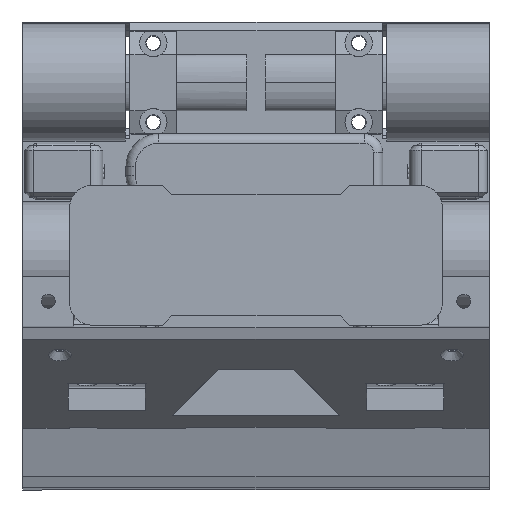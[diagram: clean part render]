
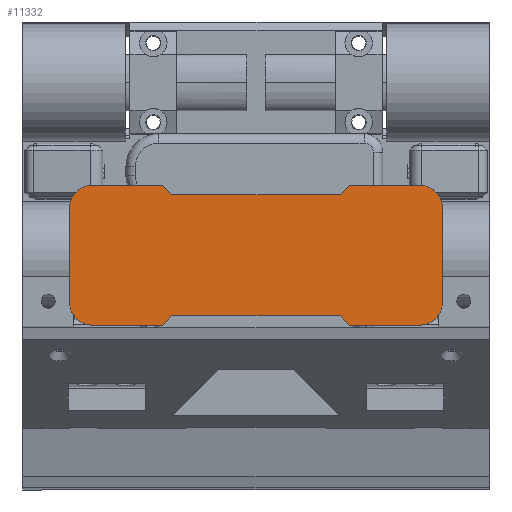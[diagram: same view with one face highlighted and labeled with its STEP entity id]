
A CAD part, top view. The second image highlights one B-rep face of the part: STEP entity #11332.
In plain terms, the highlighted planar face has unit normal (0, 0, 1).
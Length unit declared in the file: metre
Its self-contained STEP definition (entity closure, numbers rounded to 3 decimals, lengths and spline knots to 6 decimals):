
#605=CIRCLE('',#12379,0.005);
#606=CIRCLE('',#12380,0.005);
#607=CIRCLE('',#12381,0.005);
#608=CIRCLE('',#12382,0.005);
#2076=ORIENTED_EDGE('',*,*,#4787,.F.);
#2077=ORIENTED_EDGE('',*,*,#4797,.T.);
#2078=ORIENTED_EDGE('',*,*,#4789,.F.);
#2079=ORIENTED_EDGE('',*,*,#4798,.T.);
#2080=ORIENTED_EDGE('',*,*,#4793,.F.);
#2081=ORIENTED_EDGE('',*,*,#4799,.T.);
#2082=ORIENTED_EDGE('',*,*,#4767,.F.);
#2083=ORIENTED_EDGE('',*,*,#4800,.T.);
#2084=ORIENTED_EDGE('',*,*,#4771,.T.);
#2085=ORIENTED_EDGE('',*,*,#4801,.T.);
#2086=ORIENTED_EDGE('',*,*,#4773,.T.);
#2087=ORIENTED_EDGE('',*,*,#4802,.T.);
#2088=ORIENTED_EDGE('',*,*,#4779,.T.);
#2089=ORIENTED_EDGE('',*,*,#4803,.T.);
#2090=ORIENTED_EDGE('',*,*,#4783,.T.);
#2091=ORIENTED_EDGE('',*,*,#4804,.T.);
#4767=EDGE_CURVE('',#6228,#6229,#7264,.T.);
#4771=EDGE_CURVE('',#6233,#6232,#7268,.T.);
#4773=EDGE_CURVE('',#6234,#6235,#7270,.T.);
#4779=EDGE_CURVE('',#6241,#6240,#7276,.T.);
#4783=EDGE_CURVE('',#6245,#6244,#7280,.T.);
#4787=EDGE_CURVE('',#6248,#6249,#7284,.T.);
#4789=EDGE_CURVE('',#6250,#6251,#7286,.T.);
#4793=EDGE_CURVE('',#6254,#6255,#7290,.T.);
#4797=EDGE_CURVE('',#6248,#6251,#605,.T.);
#4798=EDGE_CURVE('',#6250,#6255,#7294,.F.);
#4799=EDGE_CURVE('',#6254,#6229,#7295,.F.);
#4800=EDGE_CURVE('',#6228,#6233,#606,.T.);
#4801=EDGE_CURVE('',#6232,#6234,#607,.T.);
#4802=EDGE_CURVE('',#6235,#6241,#7296,.F.);
#4803=EDGE_CURVE('',#6240,#6245,#7297,.F.);
#4804=EDGE_CURVE('',#6244,#6249,#608,.T.);
#6228=VERTEX_POINT('',#18075);
#6229=VERTEX_POINT('',#18077);
#6232=VERTEX_POINT('',#18084);
#6233=VERTEX_POINT('',#18086);
#6234=VERTEX_POINT('',#18090);
#6235=VERTEX_POINT('',#18091);
#6240=VERTEX_POINT('',#18102);
#6241=VERTEX_POINT('',#18104);
#6244=VERTEX_POINT('',#18111);
#6245=VERTEX_POINT('',#18113);
#6248=VERTEX_POINT('',#18120);
#6249=VERTEX_POINT('',#18122);
#6250=VERTEX_POINT('',#18126);
#6251=VERTEX_POINT('',#18127);
#6254=VERTEX_POINT('',#18135);
#6255=VERTEX_POINT('',#18136);
#7264=LINE('',#18076,#8310);
#7268=LINE('',#18085,#8314);
#7270=LINE('',#18089,#8316);
#7276=LINE('',#18103,#8322);
#7280=LINE('',#18112,#8326);
#7284=LINE('',#18121,#8330);
#7286=LINE('',#18125,#8332);
#7290=LINE('',#18134,#8336);
#7294=LINE('',#18144,#8340);
#7295=LINE('',#18145,#8341);
#7296=LINE('',#18148,#8342);
#7297=LINE('',#18149,#8343);
#8310=VECTOR('',#14124,1.);
#8314=VECTOR('',#14130,1.);
#8316=VECTOR('',#14134,1.);
#8322=VECTOR('',#14142,1.);
#8326=VECTOR('',#14148,1.);
#8330=VECTOR('',#14154,1.);
#8332=VECTOR('',#14158,1.);
#8336=VECTOR('',#14164,1.);
#8340=VECTOR('',#14172,1.);
#8341=VECTOR('',#14173,1.);
#8342=VECTOR('',#14178,1.);
#8343=VECTOR('',#14179,1.);
#9349=EDGE_LOOP('',(#2076,#2077,#2078,#2079,#2080,#2081,#2082,#2083,#2084,
#2085,#2086,#2087,#2088,#2089,#2090,#2091));
#10182=FACE_BOUND('',#9349,.T.);
#10846=PLANE('',#12378);
#11332=ADVANCED_FACE('',(#10182),#10846,.T.);
#12378=AXIS2_PLACEMENT_3D('',#18142,#14168,#14169);
#12379=AXIS2_PLACEMENT_3D('',#18143,#14170,#14171);
#12380=AXIS2_PLACEMENT_3D('',#18146,#14174,#14175);
#12381=AXIS2_PLACEMENT_3D('',#18147,#14176,#14177);
#12382=AXIS2_PLACEMENT_3D('',#18150,#14180,#14181);
#14124=DIRECTION('',(-1.,0.,0.));
#14130=DIRECTION('',(0.,1.,0.));
#14134=DIRECTION('',(-1.,0.,0.));
#14142=DIRECTION('',(-1.,0.,0.));
#14148=DIRECTION('',(-1.,0.,0.));
#14154=DIRECTION('',(0.,1.,0.));
#14158=DIRECTION('',(-1.,0.,0.));
#14164=DIRECTION('',(-1.,0.,0.));
#14168=DIRECTION('',(0.,0.,1.));
#14169=DIRECTION('',(1.,0.,0.));
#14170=DIRECTION('',(0.,0.,1.));
#14171=DIRECTION('',(1.,0.,0.));
#14172=DIRECTION('',(-0.707,-0.707,0.));
#14173=DIRECTION('',(-0.707,0.707,0.));
#14174=DIRECTION('',(0.,0.,1.));
#14175=DIRECTION('',(1.,0.,0.));
#14176=DIRECTION('',(0.,0.,1.));
#14177=DIRECTION('',(1.,0.,0.));
#14178=DIRECTION('',(0.707,0.707,0.));
#14179=DIRECTION('',(0.707,-0.707,0.));
#14180=DIRECTION('',(0.,0.,1.));
#14181=DIRECTION('',(1.,0.,0.));
#18075=CARTESIAN_POINT('',(0.035,-0.015,0.002));
#18076=CARTESIAN_POINT('',(0.03,-0.015,0.002));
#18077=CARTESIAN_POINT('',(0.02,-0.015,0.002));
#18084=CARTESIAN_POINT('',(0.04,0.01,0.002));
#18085=CARTESIAN_POINT('',(0.04,0.,0.002));
#18086=CARTESIAN_POINT('',(0.04,-0.01,0.002));
#18089=CARTESIAN_POINT('',(0.03,0.015,0.002));
#18090=CARTESIAN_POINT('',(0.035,0.015,0.002));
#18091=CARTESIAN_POINT('',(0.02,0.015,0.002));
#18102=CARTESIAN_POINT('',(-0.018,0.013,0.002));
#18103=CARTESIAN_POINT('',(0.,0.013,0.002));
#18104=CARTESIAN_POINT('',(0.018,0.013,0.002));
#18111=CARTESIAN_POINT('',(-0.035,0.015,0.002));
#18112=CARTESIAN_POINT('',(-0.03,0.015,0.002));
#18113=CARTESIAN_POINT('',(-0.02,0.015,0.002));
#18120=CARTESIAN_POINT('',(-0.04,-0.01,0.002));
#18121=CARTESIAN_POINT('',(-0.04,0.,0.002));
#18122=CARTESIAN_POINT('',(-0.04,0.01,0.002));
#18125=CARTESIAN_POINT('',(-0.03,-0.015,0.002));
#18126=CARTESIAN_POINT('',(-0.02,-0.015,0.002));
#18127=CARTESIAN_POINT('',(-0.035,-0.015,0.002));
#18134=CARTESIAN_POINT('',(0.,-0.013,0.002));
#18135=CARTESIAN_POINT('',(0.018,-0.013,0.002));
#18136=CARTESIAN_POINT('',(-0.018,-0.013,0.002));
#18142=CARTESIAN_POINT('',(0.,0.,0.002));
#18143=CARTESIAN_POINT('',(-0.035,-0.01,0.002));
#18144=CARTESIAN_POINT('',(-0.018,-0.013,0.002));
#18145=CARTESIAN_POINT('',(0.02,-0.015,0.002));
#18146=CARTESIAN_POINT('',(0.035,-0.01,0.002));
#18147=CARTESIAN_POINT('',(0.035,0.01,0.002));
#18148=CARTESIAN_POINT('',(0.018,0.013,0.002));
#18149=CARTESIAN_POINT('',(-0.02,0.015,0.002));
#18150=CARTESIAN_POINT('',(-0.035,0.01,0.002));
